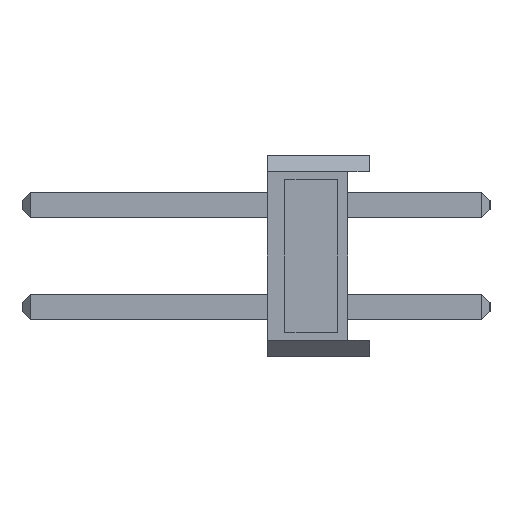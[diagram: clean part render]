
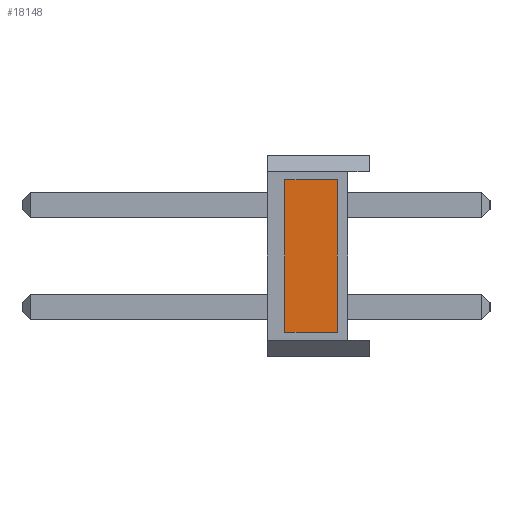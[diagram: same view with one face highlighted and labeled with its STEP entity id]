
A CAD part, left-side view. The second image highlights one B-rep face of the part: STEP entity #18148.
In plain terms, the highlighted planar face has unit normal (-1, 0, 0).
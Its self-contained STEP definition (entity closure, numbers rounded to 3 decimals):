
#1784 = VECTOR ( 'NONE', #11438, 1000. ) ;
#2057 = CARTESIAN_POINT ( 'NONE',  ( -1.27, 2.1, 1.9 ) ) ;
#2994 = EDGE_LOOP ( 'NONE', ( #18250, #6909, #30468, #22575 ) ) ;
#3280 = VERTEX_POINT ( 'NONE', #2057 ) ;
#3667 = DIRECTION ( 'NONE',  ( 1., 0., 0. ) ) ;
#6634 = LINE ( 'NONE', #27593, #6979 ) ;
#6909 = ORIENTED_EDGE ( 'NONE', *, *, #17521, .F. ) ;
#6939 = LINE ( 'NONE', #24240, #1784 ) ;
#6979 = VECTOR ( 'NONE', #9816, 1000. ) ;
#9816 = DIRECTION ( 'NONE',  ( 0., -1., 0. ) ) ;
#9953 = CARTESIAN_POINT ( 'NONE',  ( -1.27, 0.8, 1.9 ) ) ;
#10118 = CARTESIAN_POINT ( 'NONE',  ( -1.27, 0.8, 0. ) ) ;
#10883 = VERTEX_POINT ( 'NONE', #14656 ) ;
#11107 = EDGE_CURVE ( 'NONE', #10883, #3280, #23356, .T. ) ;
#11438 = DIRECTION ( 'NONE',  ( 0., -1., 0. ) ) ;
#11620 = LINE ( 'NONE', #10118, #31015 ) ;
#14656 = CARTESIAN_POINT ( 'NONE',  ( -1.27, 2.1, -1.9 ) ) ;
#15204 = DIRECTION ( 'NONE',  ( 0., 0., 1. ) ) ;
#15265 = FACE_OUTER_BOUND ( 'NONE', #2994, .T. ) ;
#15977 = PLANE ( 'NONE',  #22384 ) ;
#16085 = DIRECTION ( 'NONE',  ( 0., 0., -1. ) ) ;
#17521 = EDGE_CURVE ( 'NONE', #3280, #28309, #6634, .T. ) ;
#18148 = ADVANCED_FACE ( 'NONE', ( #15265 ), #15977, .F. ) ;
#18250 = ORIENTED_EDGE ( 'NONE', *, *, #32585, .T. ) ;
#19553 = CARTESIAN_POINT ( 'NONE',  ( -1.27, 0.8, -1.9 ) ) ;
#20775 = DIRECTION ( 'NONE',  ( 0., 0., 1. ) ) ;
#22384 = AXIS2_PLACEMENT_3D ( 'NONE', #23694, #3667, #16085 ) ;
#22575 = ORIENTED_EDGE ( 'NONE', *, *, #29966, .T. ) ;
#22969 = VERTEX_POINT ( 'NONE', #19553 ) ;
#23356 = LINE ( 'NONE', #31091, #23790 ) ;
#23694 = CARTESIAN_POINT ( 'NONE',  ( -1.27, 2.1, 0. ) ) ;
#23790 = VECTOR ( 'NONE', #20775, 1000. ) ;
#24240 = CARTESIAN_POINT ( 'NONE',  ( -1.27, 2.1, -1.9 ) ) ;
#27593 = CARTESIAN_POINT ( 'NONE',  ( -1.27, 2.1, 1.9 ) ) ;
#28309 = VERTEX_POINT ( 'NONE', #9953 ) ;
#29966 = EDGE_CURVE ( 'NONE', #10883, #22969, #6939, .T. ) ;
#30468 = ORIENTED_EDGE ( 'NONE', *, *, #11107, .F. ) ;
#31015 = VECTOR ( 'NONE', #15204, 1000. ) ;
#31091 = CARTESIAN_POINT ( 'NONE',  ( -1.27, 2.1, 0. ) ) ;
#32585 = EDGE_CURVE ( 'NONE', #22969, #28309, #11620, .T. ) ;
